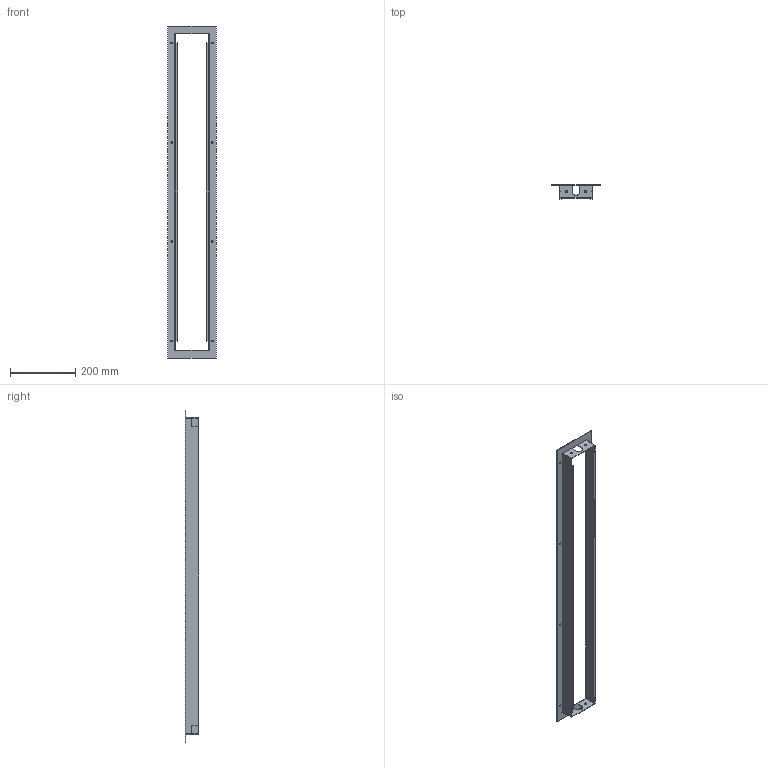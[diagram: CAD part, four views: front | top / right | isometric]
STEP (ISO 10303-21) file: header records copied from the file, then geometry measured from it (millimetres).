
FILE_DESCRIPTION (( 'STEP AP203' ), '1' );
FILE_NAME ('HNFX06.step', '2021-06-09T14:32:58', ( '' ), ( '' ), 'SwSTEP 2.0', 'SolidWorks 2021', '' );
FILE_SCHEMA (( 'CONFIG_CONTROL_DESIGN' ));
Length unit declared in the file: millimetre
Products named in the file (1): HNFX06
Bounding box: 150 x 42.5 x 1020 mm (x, y, z)
Volume: 225024.7 mm3; surface area: 308755.3 mm2
Topology: 3 solids, 3 shells, 146 faces, 372 edges, 232 vertices
Faces by surface type: plane 100, cylinder 46
Entity records: 4469 total; most frequent: DIRECTION 758, CARTESIAN_POINT 751, ORIENTED_EDGE 744, EDGE_CURVE 372, LINE 280, VECTOR 280, AXIS2_PLACEMENT_3D 239, VERTEX_POINT 232
